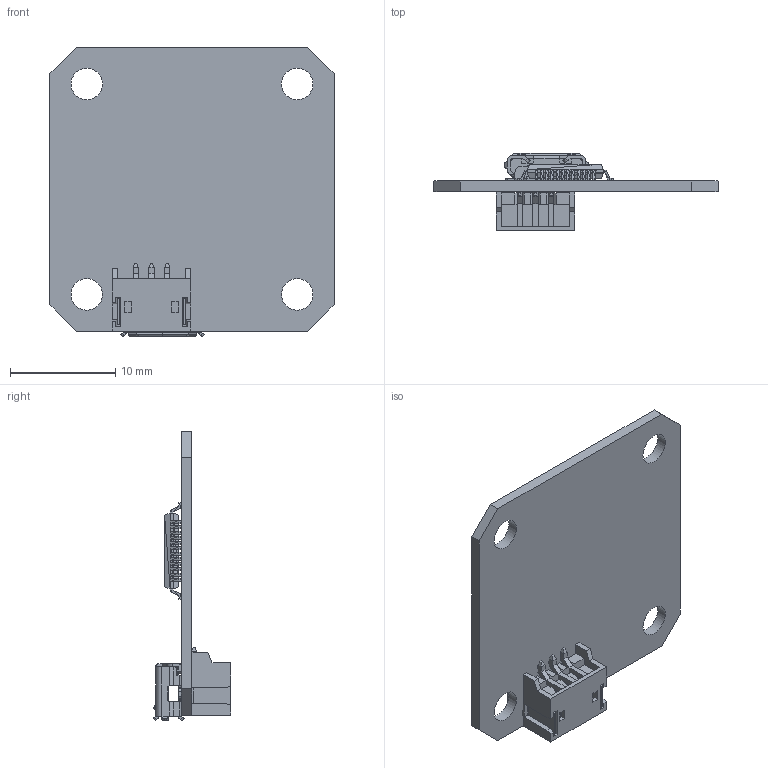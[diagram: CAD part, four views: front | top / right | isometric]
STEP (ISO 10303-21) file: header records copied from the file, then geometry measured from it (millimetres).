
FILE_DESCRIPTION(/* description */ (''),/* implementation_level */ '2;1');
FILE_NAME(/* name */ 'PIKO BLX Micro Flight Controller.step',/* time_stamp */ '2018-01-25T13:02:06-05:00',/* author */ ('MitchPolly'),/* organization */ (''),/* preprocessor_version */ 'ST-DEVELOPER v16.13',/* originating_system */ 'Autodesk Translation Framework v6.5.0.72',/* authorisation */ '');
FILE_SCHEMA (('AUTOMOTIVE_DESIGN { 1 0 10303 214 3 1 1 }'));
Length unit declared in the file: millimetre
Products named in the file (8): PIKO BLX Micro Flight Controller; board; micro usb v1; STEP-648103131822-rev1 v2; 648103131822; 6481xx131822_PIN; 6481xx131822_PATTE; LQFP-48 v1
Assembly tree (10 placements, depth 3):
  PIKO BLX Micro Flight Controller
    board
    micro usb v1
    STEP-648103131822-rev1 v2
      6481xx131822_PIN  x3
      6481xx131822_PATTE  x2
      648103131822
    LQFP-48 v1
Bounding box: 27 x 7.39 x 27.53 mm (x, y, z)
Volume: 873 mm3; surface area: 2348.3 mm2
Topology: 58 solids, 58 shells, 2116 faces, 4008 edges, 1983 vertices
Faces by surface type: plane 1952, cylinder 139, bspline 15, torus 6, sphere 4
Full cylindrical faces by diameter (mm): 0.5 x6, 3 x4
Entity records: 50210 total; most frequent: CARTESIAN_POINT 8492, DIRECTION 8258, ORIENTED_EDGE 7692, EDGE_CURVE 3846, LINE 3540, VECTOR 3540, AXIS2_PLACEMENT_3D 2359, EDGE_LOOP 2077
